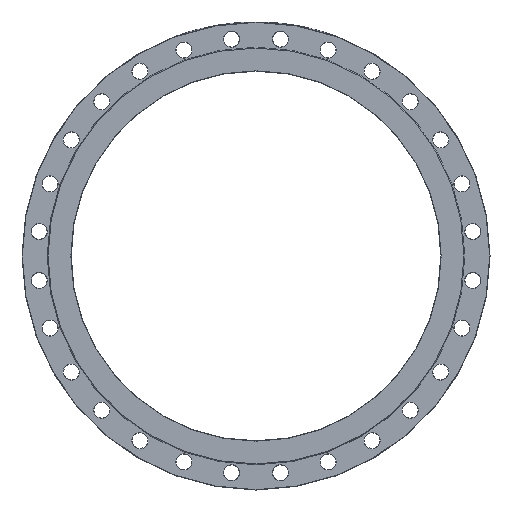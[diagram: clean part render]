
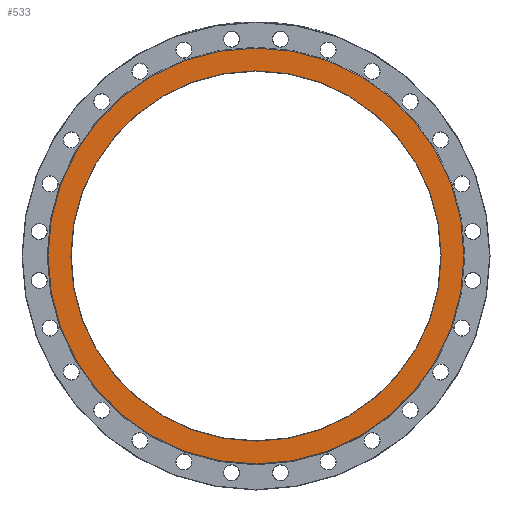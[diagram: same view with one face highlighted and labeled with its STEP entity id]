
A CAD part, left-side view. The second image highlights one B-rep face of the part: STEP entity #533.
In plain terms, the highlighted planar face has unit normal (-1, 0, 0).
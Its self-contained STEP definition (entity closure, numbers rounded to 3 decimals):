
#533 = ADVANCED_FACE ( 'NONE', ( #8222, #2603 ), #3618, .F. ) ;
#540 = VERTEX_POINT ( 'NONE', #11911 ) ;
#909 = DIRECTION ( 'NONE',  ( 0., 0., 1. ) ) ;
#1351 = ORIENTED_EDGE ( 'NONE', *, *, #4290, .T. ) ;
#1599 = CIRCLE ( 'NONE', #11697, 557.5 ) ;
#1665 = DIRECTION ( 'NONE',  ( -1., 0., 0. ) ) ;
#1922 = CARTESIAN_POINT ( 'NONE',  ( 0., 0., 0. ) ) ;
#2603 = FACE_OUTER_BOUND ( 'NONE', #8643, .T. ) ;
#3618 = PLANE ( 'NONE',  #5327 ) ;
#3692 = DIRECTION ( 'NONE',  ( 0., 0., -1. ) ) ;
#4053 = VERTEX_POINT ( 'NONE', #4302 ) ;
#4290 = EDGE_CURVE ( 'NONE', #4053, #4053, #9591, .T. ) ;
#4302 = CARTESIAN_POINT ( 'NONE',  ( 0., 0., -496.5 ) ) ;
#5327 = AXIS2_PLACEMENT_3D ( 'NONE', #7449, #11144, #6330 ) ;
#6330 = DIRECTION ( 'NONE',  ( 0., 0., -1. ) ) ;
#6516 = EDGE_LOOP ( 'NONE', ( #1351 ) ) ;
#7449 = CARTESIAN_POINT ( 'NONE',  ( 0., 495.5, 0. ) ) ;
#7662 = CARTESIAN_POINT ( 'NONE',  ( 0., 0., 0. ) ) ;
#8222 = FACE_BOUND ( 'NONE', #6516, .T. ) ;
#8643 = EDGE_LOOP ( 'NONE', ( #8671 ) ) ;
#8671 = ORIENTED_EDGE ( 'NONE', *, *, #12207, .T. ) ;
#9591 = CIRCLE ( 'NONE', #9995, 496.5 ) ;
#9995 = AXIS2_PLACEMENT_3D ( 'NONE', #1922, #12225, #3692 ) ;
#11144 = DIRECTION ( 'NONE',  ( 1., 0., 0. ) ) ;
#11697 = AXIS2_PLACEMENT_3D ( 'NONE', #7662, #1665, #909 ) ;
#11911 = CARTESIAN_POINT ( 'NONE',  ( 0., 0., 557.5 ) ) ;
#12207 = EDGE_CURVE ( 'NONE', #540, #540, #1599, .T. ) ;
#12225 = DIRECTION ( 'NONE',  ( 1., 0., 0. ) ) ;
